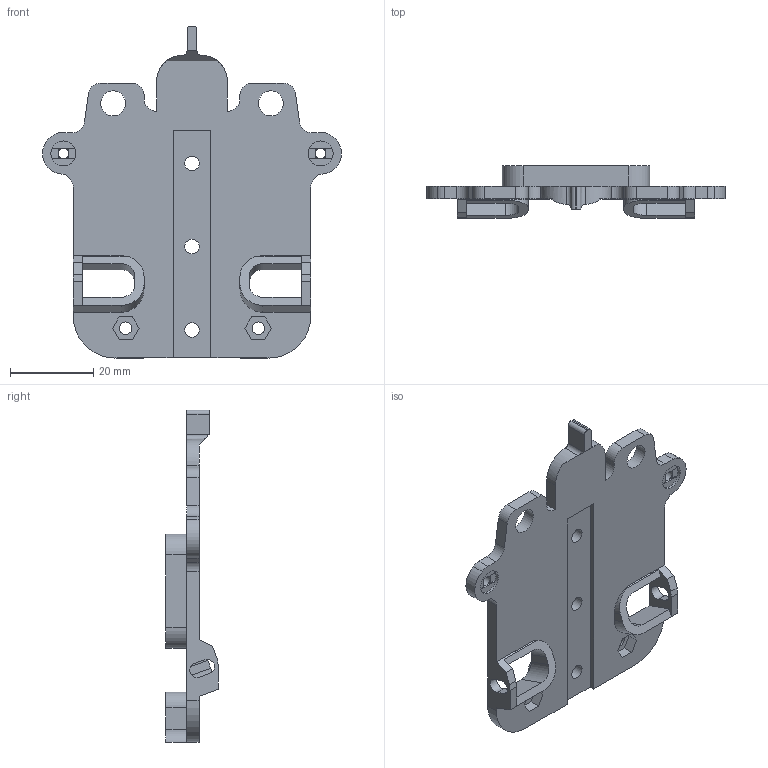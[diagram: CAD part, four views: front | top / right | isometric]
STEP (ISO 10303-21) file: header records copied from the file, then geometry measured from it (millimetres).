
FILE_DESCRIPTION(/* description */ (''),/* implementation_level */ '2;1');
FILE_NAME(/* name */ 'Rail Holder.step',/* time_stamp */ '2024-09-23T16:56:37-04:00',/* author */ (''),/* organization */ (''),/* preprocessor_version */ 'ST-DEVELOPER v20',/* originating_system */ 'Autodesk Translation Framework v13.14.0.145',/* authorisation */ '');
FILE_SCHEMA (('AUTOMOTIVE_DESIGN { 1 0 10303 214 3 1 1 }'));
Length unit declared in the file: millimetre
Products named in the file (2): Rail Holder; Rail Holder (1)
Assembly tree (1 placements, depth 2):
  Rail Holder
    Rail Holder (1)
Bounding box: 71.79 x 12.61 x 79.75 mm (x, y, z)
Volume: 16077.5 mm3; surface area: 10361.6 mm2
Topology: 1 solids, 1 shells, 170 faces, 490 edges, 326 vertices
Faces by surface type: plane 114, cylinder 52, bspline 4
Full cylindrical faces by diameter (mm): 2.529 x2, 3 x2, 3.5 x3, 4.8 x3, 6 x4
Entity records: 5867 total; most frequent: CARTESIAN_POINT 1203, ORIENTED_EDGE 980, DIRECTION 944, EDGE_CURVE 490, LINE 346, VECTOR 346, VERTEX_POINT 326, AXIS2_PLACEMENT_3D 299
